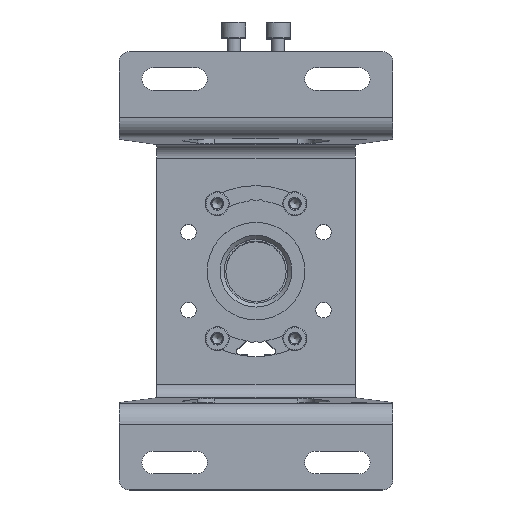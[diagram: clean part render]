
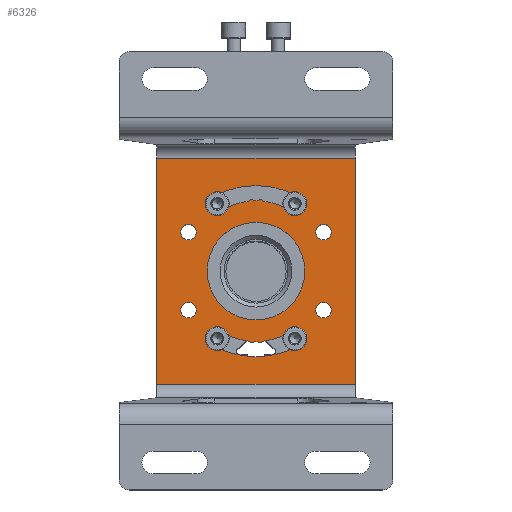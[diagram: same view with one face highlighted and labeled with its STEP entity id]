
A CAD part, top view. The second image highlights one B-rep face of the part: STEP entity #6326.
In plain terms, the highlighted face is planar.
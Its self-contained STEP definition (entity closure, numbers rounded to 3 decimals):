
#448=LINE('',#10497,#960);
#449=LINE('',#10500,#961);
#450=LINE('',#10502,#962);
#451=LINE('',#10504,#963);
#960=VECTOR('',#8480,1000.);
#961=VECTOR('',#8481,1000.);
#962=VECTOR('',#8482,1000.);
#963=VECTOR('',#8483,1000.);
#1309=PLANE('',#7008);
#1621=CIRCLE('',#7009,2.25);
#1622=CIRCLE('',#7010,2.25);
#1623=CIRCLE('',#7011,2.25);
#1624=CIRCLE('',#7012,2.25);
#1625=CIRCLE('',#7013,2.25);
#1626=CIRCLE('',#7014,25.);
#1627=CIRCLE('',#7015,2.25);
#1628=CIRCLE('',#7016,20.5);
#1629=CIRCLE('',#7017,5.);
#1630=CIRCLE('',#7018,0.5);
#1631=CIRCLE('',#7019,2.15);
#1632=CIRCLE('',#7020,0.5);
#1633=CIRCLE('',#7021,5.);
#1634=CIRCLE('',#7022,20.5);
#1635=CIRCLE('',#7023,14.25);
#1636=CIRCLE('',#7024,5.);
#1637=CIRCLE('',#7025,20.5);
#1638=CIRCLE('',#7026,2.25);
#1639=CIRCLE('',#7027,25.);
#1640=CIRCLE('',#7028,2.25);
#1641=CIRCLE('',#7029,20.5);
#1642=CIRCLE('',#7030,5.);
#1643=CIRCLE('',#7031,0.5);
#1644=CIRCLE('',#7032,2.15);
#1645=CIRCLE('',#7033,0.5);
#2660=ORIENTED_EDGE('',*,*,#3927,.T.);
#2661=ORIENTED_EDGE('',*,*,#3928,.T.);
#2662=ORIENTED_EDGE('',*,*,#3929,.T.);
#2663=ORIENTED_EDGE('',*,*,#3930,.T.);
#2664=ORIENTED_EDGE('',*,*,#3931,.T.);
#2665=ORIENTED_EDGE('',*,*,#3932,.T.);
#2666=ORIENTED_EDGE('',*,*,#3933,.T.);
#2667=ORIENTED_EDGE('',*,*,#3934,.F.);
#2668=ORIENTED_EDGE('',*,*,#3935,.T.);
#2669=ORIENTED_EDGE('',*,*,#3936,.F.);
#2670=ORIENTED_EDGE('',*,*,#3937,.T.);
#2671=ORIENTED_EDGE('',*,*,#3938,.F.);
#2672=ORIENTED_EDGE('',*,*,#3939,.T.);
#2673=ORIENTED_EDGE('',*,*,#3940,.F.);
#2674=ORIENTED_EDGE('',*,*,#3941,.T.);
#2675=ORIENTED_EDGE('',*,*,#3942,.F.);
#2676=ORIENTED_EDGE('',*,*,#3943,.T.);
#2677=ORIENTED_EDGE('',*,*,#3944,.F.);
#2678=ORIENTED_EDGE('',*,*,#3945,.F.);
#2679=ORIENTED_EDGE('',*,*,#3946,.F.);
#2680=ORIENTED_EDGE('',*,*,#3947,.T.);
#2681=ORIENTED_EDGE('',*,*,#3948,.F.);
#2682=ORIENTED_EDGE('',*,*,#3949,.F.);
#2683=ORIENTED_EDGE('',*,*,#3950,.F.);
#2684=ORIENTED_EDGE('',*,*,#3951,.T.);
#2685=ORIENTED_EDGE('',*,*,#3952,.F.);
#2686=ORIENTED_EDGE('',*,*,#3953,.T.);
#2687=ORIENTED_EDGE('',*,*,#3954,.F.);
#2688=ORIENTED_EDGE('',*,*,#3955,.T.);
#3927=EDGE_CURVE('',#4671,#4671,#1621,.T.);
#3928=EDGE_CURVE('',#4672,#4672,#1622,.T.);
#3929=EDGE_CURVE('',#4673,#4673,#1623,.T.);
#3930=EDGE_CURVE('',#4674,#4674,#1624,.T.);
#3931=EDGE_CURVE('',#4675,#4676,#1625,.T.);
#3932=EDGE_CURVE('',#4676,#4677,#1626,.T.);
#3933=EDGE_CURVE('',#4677,#4678,#1627,.T.);
#3934=EDGE_CURVE('',#4679,#4678,#1628,.T.);
#3935=EDGE_CURVE('',#4679,#4680,#1629,.T.);
#3936=EDGE_CURVE('',#4681,#4680,#1630,.T.);
#3937=EDGE_CURVE('',#4681,#4682,#1631,.T.);
#3938=EDGE_CURVE('',#4683,#4682,#1632,.T.);
#3939=EDGE_CURVE('',#4683,#4684,#1633,.T.);
#3940=EDGE_CURVE('',#4675,#4684,#1634,.T.);
#3941=EDGE_CURVE('',#4685,#4685,#1635,.T.);
#3942=EDGE_CURVE('',#4686,#4687,#448,.T.);
#3943=EDGE_CURVE('',#4686,#4688,#449,.T.);
#3944=EDGE_CURVE('',#4689,#4688,#450,.T.);
#3945=EDGE_CURVE('',#4687,#4689,#451,.T.);
#3946=EDGE_CURVE('',#4690,#4691,#1636,.F.);
#3947=EDGE_CURVE('',#4690,#4692,#1637,.F.);
#3948=EDGE_CURVE('',#4693,#4692,#1638,.F.);
#3949=EDGE_CURVE('',#4694,#4693,#1639,.F.);
#3950=EDGE_CURVE('',#4695,#4694,#1640,.F.);
#3951=EDGE_CURVE('',#4695,#4696,#1641,.F.);
#3952=EDGE_CURVE('',#4697,#4696,#1642,.F.);
#3953=EDGE_CURVE('',#4697,#4698,#1643,.F.);
#3954=EDGE_CURVE('',#4699,#4698,#1644,.F.);
#3955=EDGE_CURVE('',#4699,#4691,#1645,.F.);
#4671=VERTEX_POINT('',#10468);
#4672=VERTEX_POINT('',#10470);
#4673=VERTEX_POINT('',#10472);
#4674=VERTEX_POINT('',#10474);
#4675=VERTEX_POINT('',#10476);
#4676=VERTEX_POINT('',#10477);
#4677=VERTEX_POINT('',#10479);
#4678=VERTEX_POINT('',#10481);
#4679=VERTEX_POINT('',#10483);
#4680=VERTEX_POINT('',#10485);
#4681=VERTEX_POINT('',#10487);
#4682=VERTEX_POINT('',#10489);
#4683=VERTEX_POINT('',#10491);
#4684=VERTEX_POINT('',#10493);
#4685=VERTEX_POINT('',#10496);
#4686=VERTEX_POINT('',#10498);
#4687=VERTEX_POINT('',#10499);
#4688=VERTEX_POINT('',#10501);
#4689=VERTEX_POINT('',#10503);
#4690=VERTEX_POINT('',#10506);
#4691=VERTEX_POINT('',#10507);
#4692=VERTEX_POINT('',#10509);
#4693=VERTEX_POINT('',#10511);
#4694=VERTEX_POINT('',#10513);
#4695=VERTEX_POINT('',#10515);
#4696=VERTEX_POINT('',#10517);
#4697=VERTEX_POINT('',#10519);
#4698=VERTEX_POINT('',#10521);
#4699=VERTEX_POINT('',#10523);
#5234=EDGE_LOOP('',(#2660));
#5235=EDGE_LOOP('',(#2661));
#5236=EDGE_LOOP('',(#2662));
#5237=EDGE_LOOP('',(#2663));
#5238=EDGE_LOOP('',(#2664,#2665,#2666,#2667,#2668,#2669,#2670,#2671,#2672,
#2673));
#5239=EDGE_LOOP('',(#2674));
#5240=EDGE_LOOP('',(#2675,#2676,#2677,#2678));
#5241=EDGE_LOOP('',(#2679,#2680,#2681,#2682,#2683,#2684,#2685,#2686,#2687,
#2688));
#5764=FACE_BOUND('',#5234,.T.);
#5765=FACE_BOUND('',#5235,.T.);
#5766=FACE_BOUND('',#5236,.T.);
#5767=FACE_BOUND('',#5237,.T.);
#5768=FACE_BOUND('',#5238,.T.);
#5769=FACE_BOUND('',#5239,.T.);
#5770=FACE_BOUND('',#5240,.T.);
#5771=FACE_BOUND('',#5241,.T.);
#6326=ADVANCED_FACE('',(#5764,#5765,#5766,#5767,#5768,#5769,#5770,#5771),
#1309,.F.);
#7008=AXIS2_PLACEMENT_3D('',#10466,#8448,#8449);
#7009=AXIS2_PLACEMENT_3D('',#10467,#8450,#8451);
#7010=AXIS2_PLACEMENT_3D('',#10469,#8452,#8453);
#7011=AXIS2_PLACEMENT_3D('',#10471,#8454,#8455);
#7012=AXIS2_PLACEMENT_3D('',#10473,#8456,#8457);
#7013=AXIS2_PLACEMENT_3D('',#10475,#8458,#8459);
#7014=AXIS2_PLACEMENT_3D('',#10478,#8460,#8461);
#7015=AXIS2_PLACEMENT_3D('',#10480,#8462,#8463);
#7016=AXIS2_PLACEMENT_3D('',#10482,#8464,#8465);
#7017=AXIS2_PLACEMENT_3D('',#10484,#8466,#8467);
#7018=AXIS2_PLACEMENT_3D('',#10486,#8468,#8469);
#7019=AXIS2_PLACEMENT_3D('',#10488,#8470,#8471);
#7020=AXIS2_PLACEMENT_3D('',#10490,#8472,#8473);
#7021=AXIS2_PLACEMENT_3D('',#10492,#8474,#8475);
#7022=AXIS2_PLACEMENT_3D('',#10494,#8476,#8477);
#7023=AXIS2_PLACEMENT_3D('',#10495,#8478,#8479);
#7024=AXIS2_PLACEMENT_3D('',#10505,#8484,#8485);
#7025=AXIS2_PLACEMENT_3D('',#10508,#8486,#8487);
#7026=AXIS2_PLACEMENT_3D('',#10510,#8488,#8489);
#7027=AXIS2_PLACEMENT_3D('',#10512,#8490,#8491);
#7028=AXIS2_PLACEMENT_3D('',#10514,#8492,#8493);
#7029=AXIS2_PLACEMENT_3D('',#10516,#8494,#8495);
#7030=AXIS2_PLACEMENT_3D('',#10518,#8496,#8497);
#7031=AXIS2_PLACEMENT_3D('',#10520,#8498,#8499);
#7032=AXIS2_PLACEMENT_3D('',#10522,#8500,#8501);
#7033=AXIS2_PLACEMENT_3D('',#10524,#8502,#8503);
#8448=DIRECTION('',(0.,0.,1.));
#8449=DIRECTION('',(1.,0.,0.));
#8450=DIRECTION('',(0.,0.,1.));
#8451=DIRECTION('',(1.,0.,0.));
#8452=DIRECTION('',(0.,0.,1.));
#8453=DIRECTION('',(1.,0.,0.));
#8454=DIRECTION('',(0.,0.,1.));
#8455=DIRECTION('',(1.,0.,0.));
#8456=DIRECTION('',(0.,0.,1.));
#8457=DIRECTION('',(1.,0.,0.));
#8458=DIRECTION('',(0.,0.,1.));
#8459=DIRECTION('',(1.,0.,0.));
#8460=DIRECTION('',(0.,0.,1.));
#8461=DIRECTION('',(1.,0.,0.));
#8462=DIRECTION('',(0.,0.,1.));
#8463=DIRECTION('',(1.,0.,0.));
#8464=DIRECTION('',(0.,0.,1.));
#8465=DIRECTION('',(1.,0.,0.));
#8466=DIRECTION('',(0.,0.,1.));
#8467=DIRECTION('',(1.,0.,0.));
#8468=DIRECTION('',(0.,0.,1.));
#8469=DIRECTION('',(1.,0.,0.));
#8470=DIRECTION('',(0.,0.,1.));
#8471=DIRECTION('',(1.,0.,0.));
#8472=DIRECTION('',(0.,0.,1.));
#8473=DIRECTION('',(1.,0.,0.));
#8474=DIRECTION('',(0.,0.,1.));
#8475=DIRECTION('',(1.,0.,0.));
#8476=DIRECTION('',(0.,0.,1.));
#8477=DIRECTION('',(1.,0.,0.));
#8478=DIRECTION('',(0.,0.,1.));
#8479=DIRECTION('',(1.,0.,0.));
#8480=DIRECTION('',(0.,1.,0.));
#8481=DIRECTION('',(-1.,0.,0.));
#8482=DIRECTION('',(0.,-1.,0.));
#8483=DIRECTION('',(-1.,0.,0.));
#8484=DIRECTION('',(0.,0.,1.));
#8485=DIRECTION('',(1.,0.,0.));
#8486=DIRECTION('',(0.,0.,1.));
#8487=DIRECTION('',(1.,0.,0.));
#8488=DIRECTION('',(0.,0.,1.));
#8489=DIRECTION('',(1.,0.,0.));
#8490=DIRECTION('',(0.,0.,1.));
#8491=DIRECTION('',(1.,0.,0.));
#8492=DIRECTION('',(0.,0.,1.));
#8493=DIRECTION('',(1.,0.,0.));
#8494=DIRECTION('',(0.,0.,1.));
#8495=DIRECTION('',(1.,0.,0.));
#8496=DIRECTION('',(0.,0.,1.));
#8497=DIRECTION('',(1.,0.,0.));
#8498=DIRECTION('',(0.,0.,1.));
#8499=DIRECTION('',(1.,0.,0.));
#8500=DIRECTION('',(0.,0.,1.));
#8501=DIRECTION('',(1.,0.,0.));
#8502=DIRECTION('',(0.,0.,1.));
#8503=DIRECTION('',(1.,0.,0.));
#10466=CARTESIAN_POINT('',(40.,-33.,-2.));
#10467=CARTESIAN_POINT('',(-19.702,11.375,-2.));
#10468=CARTESIAN_POINT('',(-17.452,11.375,-2.));
#10469=CARTESIAN_POINT('',(-19.702,-11.375,-2.));
#10470=CARTESIAN_POINT('',(-17.452,-11.375,-2.));
#10471=CARTESIAN_POINT('',(19.702,-11.375,-2.));
#10472=CARTESIAN_POINT('',(21.952,-11.375,-2.));
#10473=CARTESIAN_POINT('',(19.702,11.375,-2.));
#10474=CARTESIAN_POINT('',(21.952,11.375,-2.));
#10475=CARTESIAN_POINT('',(11.375,19.702,-2.));
#10476=CARTESIAN_POINT('',(10.25,17.754,-2.));
#10477=CARTESIAN_POINT('',(12.5,21.651,-2.));
#10478=CARTESIAN_POINT('',(0.,0.,
-2.));
#10479=CARTESIAN_POINT('',(-12.5,21.651,-2.));
#10480=CARTESIAN_POINT('',(-11.375,19.702,-2.));
#10481=CARTESIAN_POINT('',(-10.25,17.754,-2.));
#10482=CARTESIAN_POINT('',(0.,0.,-2.));
#10483=CARTESIAN_POINT('',(-3.734,20.157,-2.));
#10484=CARTESIAN_POINT('',(-4.,25.15,-2.));
#10485=CARTESIAN_POINT('',(-1.478,20.832,-2.));
#10486=CARTESIAN_POINT('',(-1.226,20.401,-2.));
#10487=CARTESIAN_POINT('',(-0.995,20.844,-2.));
#10488=CARTESIAN_POINT('',(0.,22.75,-2.));
#10489=CARTESIAN_POINT('',(0.995,20.844,-2.));
#10490=CARTESIAN_POINT('',(1.226,20.401,-2.));
#10491=CARTESIAN_POINT('',(1.478,20.832,-2.));
#10492=CARTESIAN_POINT('',(4.,25.15,-2.));
#10493=CARTESIAN_POINT('',(3.734,20.157,-2.));
#10494=CARTESIAN_POINT('',(0.,0.,-2.));
#10495=CARTESIAN_POINT('',(0.,0.,-2.));
#10496=CARTESIAN_POINT('',(14.25,0.,-2.));
#10497=CARTESIAN_POINT('',(29.,-33.,-2.));
#10498=CARTESIAN_POINT('',(29.,-33.,-2.));
#10499=CARTESIAN_POINT('',(29.,33.,-2.));
#10500=CARTESIAN_POINT('',(40.,-33.,-2.));
#10501=CARTESIAN_POINT('',(-29.,-33.,-2.));
#10502=CARTESIAN_POINT('',(-29.,-33.,-2.));
#10503=CARTESIAN_POINT('',(-29.,33.,-2.));
#10504=CARTESIAN_POINT('',(40.,33.,-2.));
#10505=CARTESIAN_POINT('',(-4.,-25.15,-2.));
#10506=CARTESIAN_POINT('',(-3.734,-20.157,-2.));
#10507=CARTESIAN_POINT('',(-1.478,-20.832,-2.));
#10508=CARTESIAN_POINT('',(0.,0.,
-2.));
#10509=CARTESIAN_POINT('',(-10.25,-17.754,-2.));
#10510=CARTESIAN_POINT('',(-11.375,-19.702,-2.));
#10511=CARTESIAN_POINT('',(-12.5,-21.651,-2.));
#10512=CARTESIAN_POINT('',(0.,0.,-2.));
#10513=CARTESIAN_POINT('',(12.5,-21.651,-2.));
#10514=CARTESIAN_POINT('',(11.375,-19.702,-2.));
#10515=CARTESIAN_POINT('',(10.25,-17.754,-2.));
#10516=CARTESIAN_POINT('',(0.,0.,-2.));
#10517=CARTESIAN_POINT('',(3.734,-20.157,-2.));
#10518=CARTESIAN_POINT('',(4.,-25.15,-2.));
#10519=CARTESIAN_POINT('',(1.478,-20.832,-2.));
#10520=CARTESIAN_POINT('',(1.226,-20.401,-2.));
#10521=CARTESIAN_POINT('',(0.995,-20.844,-2.));
#10522=CARTESIAN_POINT('',(0.,-22.75,-2.));
#10523=CARTESIAN_POINT('',(-0.995,-20.844,-2.));
#10524=CARTESIAN_POINT('',(-1.226,-20.401,-2.));
